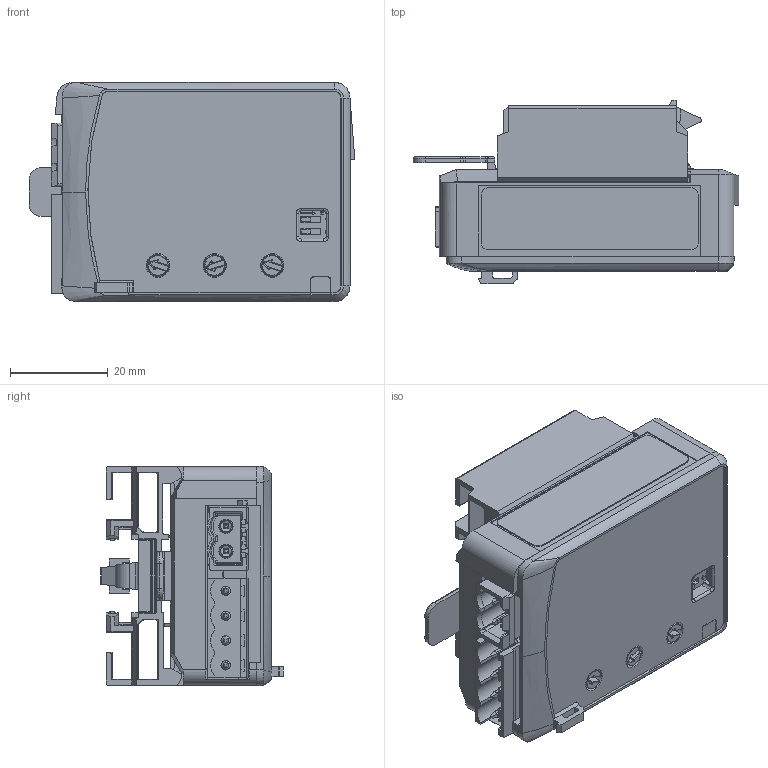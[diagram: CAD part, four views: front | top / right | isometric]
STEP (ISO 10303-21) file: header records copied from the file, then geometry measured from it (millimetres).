
FILE_DESCRIPTION((''),'2;1');
FILE_NAME('PROP-WRKS-1EGJ_ASM','2019-10-21T19:50:06',('sclark'),('Rockwell Automation'),'CREO PARAMETRIC BY PTC INC, 2017380','CREO PARAMETRIC BY PTC INC, 2017380','');
FILE_SCHEMA(('CONFIG_CONTROL_DESIGN'));
Products named in the file (14): 10002673048; 10003604735; 10002672133; CN_PN-424388; SW_PN-457977; CN_PN-200538; CN_PN-475289; 10002672427_ASM; 10003310205; 10003342715; 10003829215; 10003829216; 10002673055; PROP-WRKS-1EGJ_ASM
Assembly tree (15 placements, depth 3):
  PROP-WRKS-1EGJ_ASM
    10002673048
    10003604735
    10002672427_ASM
      10002672133
      CN_PN-424388
      SW_PN-457977
      CN_PN-200538
      CN_PN-475289
    10003310205
    10003342715  x3
    10003829215
    10003829216
    10002673055
Bounding box: 66.65 x 37.42 x 44.9 mm (x, y, z)
Volume: 24985.1 mm3; surface area: 43406.4 mm2
Topology: 14 solids, 14 shells, 4108 faces, 11203 edges, 7201 vertices
Faces by surface type: plane 2959, cylinder 705, bspline 178, sphere 97, cone 90, torus 79
Entity records: 125128 total; most frequent: CARTESIAN_POINT 30662, ORIENTED_EDGE 20732, DIRECTION 17583, EDGE_CURVE 10366, VECTOR 8577, LINE 8577, VERTEX_POINT 6719, AXIS2_PLACEMENT_3D 4503
